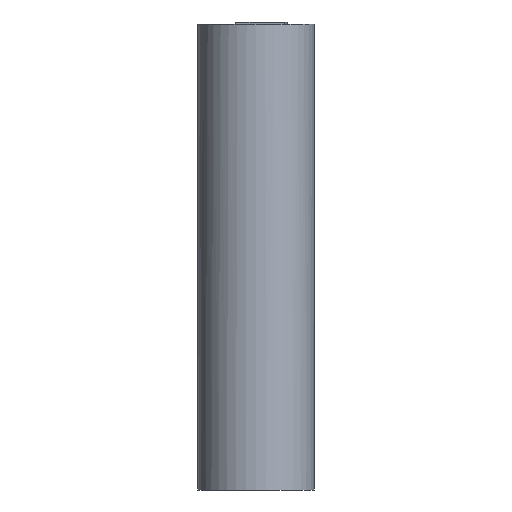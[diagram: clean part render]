
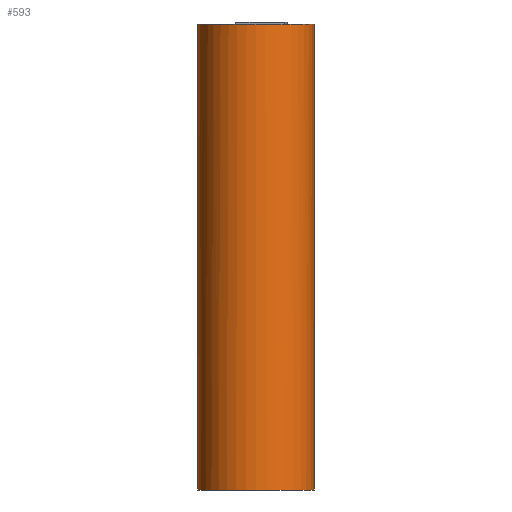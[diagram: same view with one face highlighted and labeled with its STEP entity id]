
A CAD part, left-side view. The second image highlights one B-rep face of the part: STEP entity #593.
In plain terms, the highlighted cylindrical face has radius 25 mm (diameter 50 mm), a full revolution.
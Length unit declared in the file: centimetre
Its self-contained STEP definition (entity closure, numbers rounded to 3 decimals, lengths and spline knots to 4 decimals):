
#17=B_SPLINE_CURVE_WITH_KNOTS('',3,(#1141,#1142,#1143,#1144,#1145,#1146,
#1147,#1148,#1149,#1150,#1151,#1152,#1153,#1154,#1155,#1156,#1157,#1158,
#1159,#1160,#1161),.UNSPECIFIED.,.F.,.F.,(4,1,1,1,1,1,1,1,1,1,1,1,1,1,1,
1,1,1,4),(-3.3925,-2.9044,-2.4164,-1.4402,
-1.1149,-0.9522,-0.8708,-0.7895,
-0.6268,-0.4641,-0.3014,-0.1387,
0.1867,0.512,1.0001,1.4882,2.4643,
2.9524,3.4404),.UNSPECIFIED.);
#62=FACE_OUTER_BOUND('',#96,.T.);
#96=EDGE_LOOP('',(#480,#481,#482,#483,#484,#485,#486,#487));
#150=LINE('',#1164,#207);
#151=LINE('',#1166,#208);
#152=LINE('',#1170,#209);
#207=VECTOR('',#789,1.);
#208=VECTOR('',#790,1.);
#209=VECTOR('',#793,2.5);
#246=CIRCLE('',#658,2.5);
#247=CIRCLE('',#659,2.5);
#248=CIRCLE('',#660,2.5);
#291=VERTEX_POINT('',#1108);
#294=VERTEX_POINT('',#1126);
#295=VERTEX_POINT('',#1163);
#296=VERTEX_POINT('',#1165);
#297=VERTEX_POINT('',#1167);
#298=VERTEX_POINT('',#1169);
#365=EDGE_CURVE('',#294,#291,#17,.T.);
#366=EDGE_CURVE('',#295,#291,#150,.T.);
#367=EDGE_CURVE('',#294,#296,#151,.T.);
#368=EDGE_CURVE('',#297,#296,#246,.T.);
#369=EDGE_CURVE('',#297,#298,#152,.T.);
#370=EDGE_CURVE('',#298,#298,#247,.T.);
#371=EDGE_CURVE('',#295,#297,#248,.T.);
#480=ORIENTED_EDGE('',*,*,#366,.T.);
#481=ORIENTED_EDGE('',*,*,#365,.F.);
#482=ORIENTED_EDGE('',*,*,#367,.T.);
#483=ORIENTED_EDGE('',*,*,#368,.F.);
#484=ORIENTED_EDGE('',*,*,#369,.T.);
#485=ORIENTED_EDGE('',*,*,#370,.T.);
#486=ORIENTED_EDGE('',*,*,#369,.F.);
#487=ORIENTED_EDGE('',*,*,#371,.F.);
#570=CYLINDRICAL_SURFACE('',#657,2.5);
#593=ADVANCED_FACE('',(#62),#570,.T.);
#657=AXIS2_PLACEMENT_3D('',#1162,#787,#788);
#658=AXIS2_PLACEMENT_3D('',#1168,#791,#792);
#659=AXIS2_PLACEMENT_3D('',#1171,#794,#795);
#660=AXIS2_PLACEMENT_3D('',#1172,#796,#797);
#787=DIRECTION('center_axis',(0.,0.,1.));
#788=DIRECTION('ref_axis',(1.,0.,0.));
#789=DIRECTION('',(0.,0.,-1.));
#790=DIRECTION('',(0.,0.,1.));
#791=DIRECTION('center_axis',(0.,0.,1.));
#792=DIRECTION('ref_axis',(1.,0.,0.));
#793=DIRECTION('',(0.,0.,-1.));
#794=DIRECTION('center_axis',(0.,0.,1.));
#795=DIRECTION('ref_axis',(1.,0.,0.));
#796=DIRECTION('center_axis',(0.,0.,1.));
#797=DIRECTION('ref_axis',(1.,0.,0.));
#1108=CARTESIAN_POINT('',(1.6636,1.9757,17.7722));
#1126=CARTESIAN_POINT('',(1.274,-2.0585,17.7054));
#1141=CARTESIAN_POINT('Ctrl Pts',(1.274,-2.0585,17.7054));
#1142=CARTESIAN_POINT('Ctrl Pts',(1.3672,-2.004,17.6451));
#1143=CARTESIAN_POINT('Ctrl Pts',(1.5606,-1.8737,17.5827));
#1144=CARTESIAN_POINT('Ctrl Pts',(1.9079,-1.5585,17.6266));
#1145=CARTESIAN_POINT('Ctrl Pts',(2.1508,-1.2209,17.806));
#1146=CARTESIAN_POINT('Ctrl Pts',(2.2931,-0.9273,17.9788));
#1147=CARTESIAN_POINT('Ctrl Pts',(2.341,-0.8098,18.0469));
#1148=CARTESIAN_POINT('Ctrl Pts',(2.3661,-0.7417,18.0853));
#1149=CARTESIAN_POINT('Ctrl Pts',(2.3898,-0.6729,18.1231));
#1150=CARTESIAN_POINT('Ctrl Pts',(2.4168,-0.5857,18.1684));
#1151=CARTESIAN_POINT('Ctrl Pts',(2.4449,-0.4781,18.2173));
#1152=CARTESIAN_POINT('Ctrl Pts',(2.4685,-0.3678,18.2558));
#1153=CARTESIAN_POINT('Ctrl Pts',(2.4939,-0.2152,18.2872));
#1154=CARTESIAN_POINT('Ctrl Pts',(2.5122,-0.021,
18.2669));
#1155=CARTESIAN_POINT('Ctrl Pts',(2.5127,0.2414,18.1588));
#1156=CARTESIAN_POINT('Ctrl Pts',(2.4813,0.5298,18.0013));
#1157=CARTESIAN_POINT('Ctrl Pts',(2.379,0.9545,17.7719));
#1158=CARTESIAN_POINT('Ctrl Pts',(2.1867,1.3703,17.5952));
#1159=CARTESIAN_POINT('Ctrl Pts',(1.9022,1.7478,17.5956));
#1160=CARTESIAN_POINT('Ctrl Pts',(1.7403,1.9083,17.6926));
#1161=CARTESIAN_POINT('Ctrl Pts',(1.6636,1.9757,17.7722));
#1162=CARTESIAN_POINT('Origin',(0.0116,0.0993,0.));
#1163=CARTESIAN_POINT('',(1.6636,1.9757,20.));
#1164=CARTESIAN_POINT('',(1.6636,1.9757,20.));
#1165=CARTESIAN_POINT('',(1.274,-2.0585,20.));
#1166=CARTESIAN_POINT('',(1.274,-2.0585,18.6));
#1167=CARTESIAN_POINT('',(-2.4884,0.0993,20.));
#1168=CARTESIAN_POINT('Origin',(0.0116,0.0993,20.));
#1169=CARTESIAN_POINT('',(-2.4884,0.0993,0.));
#1170=CARTESIAN_POINT('',(-2.4884,0.0993,0.));
#1171=CARTESIAN_POINT('Origin',(0.0116,0.0993,0.));
#1172=CARTESIAN_POINT('Origin',(0.0116,0.0993,20.));
